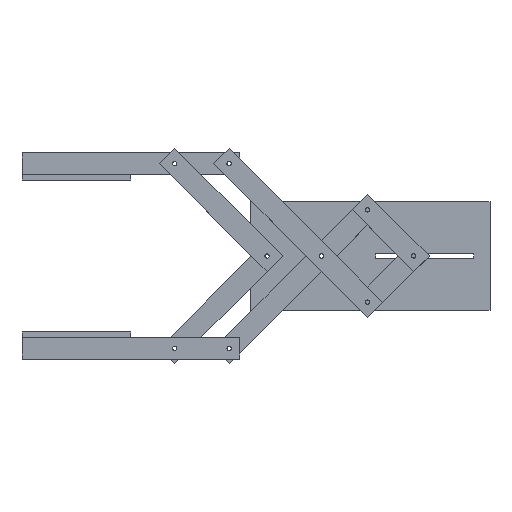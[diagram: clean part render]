
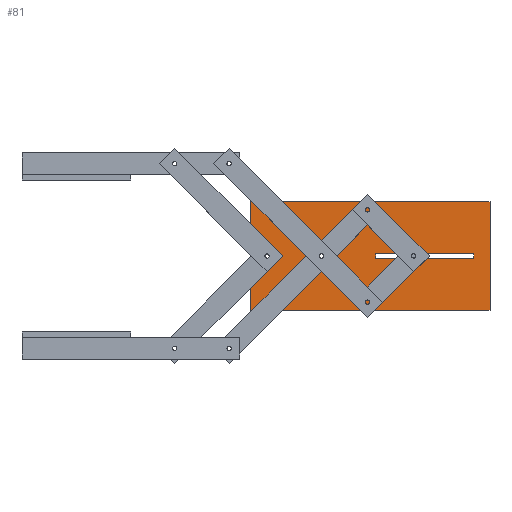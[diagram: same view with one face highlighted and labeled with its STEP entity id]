
A CAD part, top view. The second image highlights one B-rep face of the part: STEP entity #81.
In plain terms, the highlighted free-form (B-spline) face has degree [1, 1] with [2, 2] control points.
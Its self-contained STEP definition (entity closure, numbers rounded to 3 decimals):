
#31 = VERTEX_POINT('',#32);
#32 = CARTESIAN_POINT('',(137.09,-2.886,72.153
    ));
#37 = EDGE_CURVE('',#38,#31,#40,.T.);
#38 = VERTEX_POINT('',#39);
#39 = CARTESIAN_POINT('',(137.09,2.886,72.153)
  );
#40 = B_SPLINE_CURVE_WITH_KNOTS('',1,(#41,#42),.UNSPECIFIED.,.F.,.F.,(2,
    2),(-2.,2.),.PIECEWISE_BEZIER_KNOTS.);
#41 = CARTESIAN_POINT('',(137.09,2.886,72.153)
  );
#42 = CARTESIAN_POINT('',(137.09,-2.886,72.153
    ));
#65 = EDGE_CURVE('',#66,#38,#68,.T.);
#66 = VERTEX_POINT('',#67);
#67 = CARTESIAN_POINT('',(7.215,2.886,72.153)
  );
#68 = B_SPLINE_CURVE_WITH_KNOTS('',1,(#69,#70),.UNSPECIFIED.,.F.,.F.,(2,
    2),(-45.,45.),.PIECEWISE_BEZIER_KNOTS.);
#69 = CARTESIAN_POINT('',(7.215,2.886,72.153)
  );
#70 = CARTESIAN_POINT('',(137.09,2.886,72.153)
  );
#81 = ADVANCED_FACE('',(#82,#112,#128,#150),#172,.F.);
#82 = FACE_BOUND('',#83,.T.);
#83 = EDGE_LOOP('',(#84,#93,#100,#107));
#84 = ORIENTED_EDGE('',*,*,#85,.F.);
#85 = EDGE_CURVE('',#86,#88,#90,.T.);
#86 = VERTEX_POINT('',#87);
#87 = CARTESIAN_POINT('',(-158.736,72.153,
    72.153));
#88 = VERTEX_POINT('',#89);
#89 = CARTESIAN_POINT('',(158.736,72.153,
    72.153));
#90 = B_SPLINE_CURVE_WITH_KNOTS('',1,(#91,#92),.UNSPECIFIED.,.F.,.F.,(2,
    2),(-110.,110.),.PIECEWISE_BEZIER_KNOTS.);
#91 = CARTESIAN_POINT('',(-158.736,72.153,
    72.153));
#92 = CARTESIAN_POINT('',(158.736,72.153,
    72.153));
#93 = ORIENTED_EDGE('',*,*,#94,.F.);
#94 = EDGE_CURVE('',#95,#86,#97,.T.);
#95 = VERTEX_POINT('',#96);
#96 = CARTESIAN_POINT('',(-158.736,-72.153,
    72.153));
#97 = B_SPLINE_CURVE_WITH_KNOTS('',1,(#98,#99),.UNSPECIFIED.,.F.,.F.,(2,
    2),(-50.,50.),.PIECEWISE_BEZIER_KNOTS.);
#98 = CARTESIAN_POINT('',(-158.736,-72.153,
    72.153));
#99 = CARTESIAN_POINT('',(-158.736,72.153,
    72.153));
#100 = ORIENTED_EDGE('',*,*,#101,.T.);
#101 = EDGE_CURVE('',#95,#102,#104,.T.);
#102 = VERTEX_POINT('',#103);
#103 = CARTESIAN_POINT('',(158.736,-72.153,
    72.153));
#104 = B_SPLINE_CURVE_WITH_KNOTS('',1,(#105,#106),.UNSPECIFIED.,.F.,.F.,
  (2,2),(-110.,110.),.PIECEWISE_BEZIER_KNOTS.);
#105 = CARTESIAN_POINT('',(-158.736,-72.153,
    72.153));
#106 = CARTESIAN_POINT('',(158.736,-72.153,
    72.153));
#107 = ORIENTED_EDGE('',*,*,#108,.T.);
#108 = EDGE_CURVE('',#102,#88,#109,.T.);
#109 = B_SPLINE_CURVE_WITH_KNOTS('',1,(#110,#111),.UNSPECIFIED.,.F.,.F.,
  (2,2),(-50.,50.),.PIECEWISE_BEZIER_KNOTS.);
#110 = CARTESIAN_POINT('',(158.736,-72.153,
    72.153));
#111 = CARTESIAN_POINT('',(158.736,72.153,
    72.153));
#112 = FACE_BOUND('',#113,.T.);
#113 = EDGE_LOOP('',(#114,#121,#126,#127));
#114 = ORIENTED_EDGE('',*,*,#115,.T.);
#115 = EDGE_CURVE('',#31,#116,#118,.T.);
#116 = VERTEX_POINT('',#117);
#117 = CARTESIAN_POINT('',(7.215,-2.886,72.153
    ));
#118 = B_SPLINE_CURVE_WITH_KNOTS('',1,(#119,#120),.UNSPECIFIED.,.F.,.F.,
  (2,2),(-45.,45.),.PIECEWISE_BEZIER_KNOTS.);
#119 = CARTESIAN_POINT('',(137.09,-2.886,
    72.153));
#120 = CARTESIAN_POINT('',(7.215,-2.886,72.153
    ));
#121 = ORIENTED_EDGE('',*,*,#122,.T.);
#122 = EDGE_CURVE('',#116,#66,#123,.T.);
#123 = B_SPLINE_CURVE_WITH_KNOTS('',1,(#124,#125),.UNSPECIFIED.,.F.,.F.,
  (2,2),(-2.,2.),.PIECEWISE_BEZIER_KNOTS.);
#124 = CARTESIAN_POINT('',(7.215,-2.886,72.153
    ));
#125 = CARTESIAN_POINT('',(7.215,2.886,72.153)
  );
#126 = ORIENTED_EDGE('',*,*,#65,.T.);
#127 = ORIENTED_EDGE('',*,*,#37,.T.);
#128 = FACE_BOUND('',#129,.T.);
#129 = EDGE_LOOP('',(#130,#142));
#130 = ORIENTED_EDGE('',*,*,#131,.T.);
#131 = EDGE_CURVE('',#132,#134,#136,.T.);
#132 = VERTEX_POINT('',#133);
#133 = CARTESIAN_POINT('',(-134.204,0.,72.153));
#134 = VERTEX_POINT('',#135);
#135 = CARTESIAN_POINT('',(-139.976,0.,
    72.153));
#136 = ( BOUNDED_CURVE() B_SPLINE_CURVE(2,(#137,#138,#139,#140,#141),
.UNSPECIFIED.,.F.,.F.) B_SPLINE_CURVE_WITH_KNOTS((3,2,3),(3.142,
4.712,6.283),.PIECEWISE_BEZIER_KNOTS.) CURVE() 
GEOMETRIC_REPRESENTATION_ITEM() RATIONAL_B_SPLINE_CURVE((1.,
0.707,1.,0.707,1.)) REPRESENTATION_ITEM('') );
#137 = CARTESIAN_POINT('',(-134.204,0.,
    72.153));
#138 = CARTESIAN_POINT('',(-134.204,-2.886,
    72.153));
#139 = CARTESIAN_POINT('',(-137.09,-2.886,
    72.153));
#140 = CARTESIAN_POINT('',(-139.976,-2.886,
    72.153));
#141 = CARTESIAN_POINT('',(-139.976,0.,
    72.153));
#142 = ORIENTED_EDGE('',*,*,#143,.T.);
#143 = EDGE_CURVE('',#134,#132,#144,.T.);
#144 = ( BOUNDED_CURVE() B_SPLINE_CURVE(2,(#145,#146,#147,#148,#149),
.UNSPECIFIED.,.F.,.F.) B_SPLINE_CURVE_WITH_KNOTS((3,2,3),(0.,
1.571,3.142),.PIECEWISE_BEZIER_KNOTS.) CURVE() 
GEOMETRIC_REPRESENTATION_ITEM() RATIONAL_B_SPLINE_CURVE((1.,
0.707,1.,0.707,1.)) REPRESENTATION_ITEM('') );
#145 = CARTESIAN_POINT('',(-139.976,0.,72.153));
#146 = CARTESIAN_POINT('',(-139.976,2.886,72.153
    ));
#147 = CARTESIAN_POINT('',(-137.09,2.886,72.153
    ));
#148 = CARTESIAN_POINT('',(-134.204,2.886,72.153
    ));
#149 = CARTESIAN_POINT('',(-134.204,0.,
    72.153));
#150 = FACE_BOUND('',#151,.T.);
#151 = EDGE_LOOP('',(#152,#164));
#152 = ORIENTED_EDGE('',*,*,#153,.T.);
#153 = EDGE_CURVE('',#154,#156,#158,.T.);
#154 = VERTEX_POINT('',#155);
#155 = CARTESIAN_POINT('',(-62.051,0.,72.153));
#156 = VERTEX_POINT('',#157);
#157 = CARTESIAN_POINT('',(-67.823,0.,
    72.153));
#158 = ( BOUNDED_CURVE() B_SPLINE_CURVE(2,(#159,#160,#161,#162,#163),
.UNSPECIFIED.,.F.,.F.) B_SPLINE_CURVE_WITH_KNOTS((3,2,3),(3.142,
4.712,6.283),.PIECEWISE_BEZIER_KNOTS.) CURVE() 
GEOMETRIC_REPRESENTATION_ITEM() RATIONAL_B_SPLINE_CURVE((1.,
0.707,1.,0.707,1.)) REPRESENTATION_ITEM('') );
#159 = CARTESIAN_POINT('',(-62.051,0.,
    72.153));
#160 = CARTESIAN_POINT('',(-62.051,-2.886,72.153
    ));
#161 = CARTESIAN_POINT('',(-64.937,-2.886,
    72.153));
#162 = CARTESIAN_POINT('',(-67.823,-2.886,
    72.153));
#163 = CARTESIAN_POINT('',(-67.823,0.,
    72.153));
#164 = ORIENTED_EDGE('',*,*,#165,.T.);
#165 = EDGE_CURVE('',#156,#154,#166,.T.);
#166 = ( BOUNDED_CURVE() B_SPLINE_CURVE(2,(#167,#168,#169,#170,#171),
.UNSPECIFIED.,.F.,.F.) B_SPLINE_CURVE_WITH_KNOTS((3,2,3),(0.,
1.571,3.142),.PIECEWISE_BEZIER_KNOTS.) CURVE() 
GEOMETRIC_REPRESENTATION_ITEM() RATIONAL_B_SPLINE_CURVE((1.,
0.707,1.,0.707,1.)) REPRESENTATION_ITEM('') );
#167 = CARTESIAN_POINT('',(-67.823,0.,72.153));
#168 = CARTESIAN_POINT('',(-67.823,2.886,72.153
    ));
#169 = CARTESIAN_POINT('',(-64.937,2.886,72.153
    ));
#170 = CARTESIAN_POINT('',(-62.051,2.886,72.153)
  );
#171 = CARTESIAN_POINT('',(-62.051,0.,
    72.153));
#172 = B_SPLINE_SURFACE_WITH_KNOTS('',1,1,(
    (#173,#174)
    ,(#175,#176
    )),.UNSPECIFIED.,.F.,.F.,.F.,(2,2),(2,2),(0.,100.),(-110.,110.),
  .PIECEWISE_BEZIER_KNOTS.);
#173 = CARTESIAN_POINT('',(-158.736,-72.153,
    72.153));
#174 = CARTESIAN_POINT('',(158.736,-72.153,
    72.153));
#175 = CARTESIAN_POINT('',(-158.736,72.153,
    72.153));
#176 = CARTESIAN_POINT('',(158.736,72.153,
    72.153));
